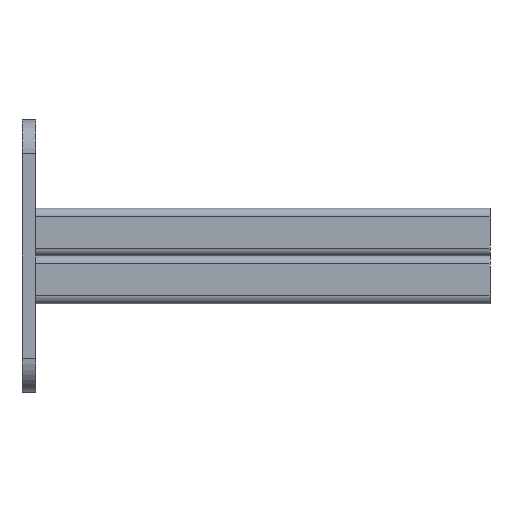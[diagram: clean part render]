
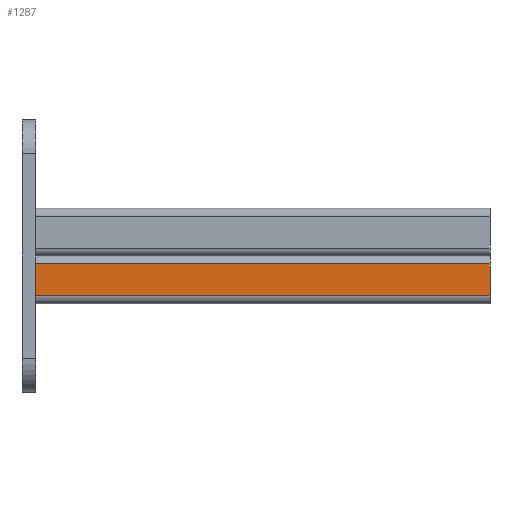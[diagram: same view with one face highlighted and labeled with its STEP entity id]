
A CAD part, left-side view. The second image highlights one B-rep face of the part: STEP entity #1287.
In plain terms, the highlighted planar face has unit normal (-1, 0, 0).
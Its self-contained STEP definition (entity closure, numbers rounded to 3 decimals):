
#138 = CARTESIAN_POINT ( 'NONE',  ( -20.5, -1500., -3.5 ) ) ;
#220 = DIRECTION ( 'NONE',  ( 0., 1., 0. ) ) ;
#346 = CARTESIAN_POINT ( 'NONE',  ( -20.5, -100., -17.5 ) ) ;
#417 = CARTESIAN_POINT ( 'NONE',  ( -20.5, 100., -17.5 ) ) ;
#546 = DIRECTION ( 'NONE',  ( 0., 0., -1. ) ) ;
#698 = CARTESIAN_POINT ( 'NONE',  ( -20.5, -100., -21. ) ) ;
#831 = ORIENTED_EDGE ( 'NONE', *, *, #1925, .F. ) ;
#856 = ORIENTED_EDGE ( 'NONE', *, *, #1863, .F. ) ;
#861 = ORIENTED_EDGE ( 'NONE', *, *, #2199, .T. ) ;
#893 = ORIENTED_EDGE ( 'NONE', *, *, #1856, .F. ) ;
#972 = EDGE_LOOP ( 'NONE', ( #861, #893, #856, #831 ) ) ;
#1287 = ADVANCED_FACE ( 'NONE', ( #2622 ), #3154, .T. ) ;
#1344 = VERTEX_POINT ( 'NONE', #3105 ) ;
#1403 = VERTEX_POINT ( 'NONE', #3168 ) ;
#1856 = EDGE_CURVE ( 'NONE', #2837, #1403, #2652, .T. ) ;
#1863 = EDGE_CURVE ( 'NONE', #3519, #2837, #3307, .T. ) ;
#1925 = EDGE_CURVE ( 'NONE', #1344, #3519, #3321, .T. ) ;
#1938 = AXIS2_PLACEMENT_3D ( 'NONE', #3140, #3048, #3028 ) ;
#2199 = EDGE_CURVE ( 'NONE', #1344, #1403, #2315, .T. ) ;
#2313 = VECTOR ( 'NONE', #220, 1000. ) ;
#2315 = LINE ( 'NONE', #138, #2313 ) ;
#2597 = VECTOR ( 'NONE', #2981, 1000. ) ;
#2622 = FACE_OUTER_BOUND ( 'NONE', #972, .T. ) ;
#2652 = LINE ( 'NONE', #3050, #2597 ) ;
#2837 = VERTEX_POINT ( 'NONE', #417 ) ;
#2981 = DIRECTION ( 'NONE',  ( 0., 0., 1. ) ) ;
#3025 = DIRECTION ( 'NONE',  ( 0., 1., 0. ) ) ;
#3028 = DIRECTION ( 'NONE',  ( 0., 0., 1. ) ) ;
#3048 = DIRECTION ( 'NONE',  ( -1., 0., 0. ) ) ;
#3050 = CARTESIAN_POINT ( 'NONE',  ( -20.5, 100., -21. ) ) ;
#3087 = CARTESIAN_POINT ( 'NONE',  ( -20.5, -1500., -17.5 ) ) ;
#3105 = CARTESIAN_POINT ( 'NONE',  ( -20.5, -100., -3.5 ) ) ;
#3140 = CARTESIAN_POINT ( 'NONE',  ( -20.5, -1500., -17.5 ) ) ;
#3154 = PLANE ( 'NONE',  #1938 ) ;
#3168 = CARTESIAN_POINT ( 'NONE',  ( -20.5, 100., -3.5 ) ) ;
#3284 = VECTOR ( 'NONE', #3025, 1000. ) ;
#3298 = VECTOR ( 'NONE', #546, 1000. ) ;
#3307 = LINE ( 'NONE', #3087, #3284 ) ;
#3321 = LINE ( 'NONE', #698, #3298 ) ;
#3519 = VERTEX_POINT ( 'NONE', #346 ) ;
